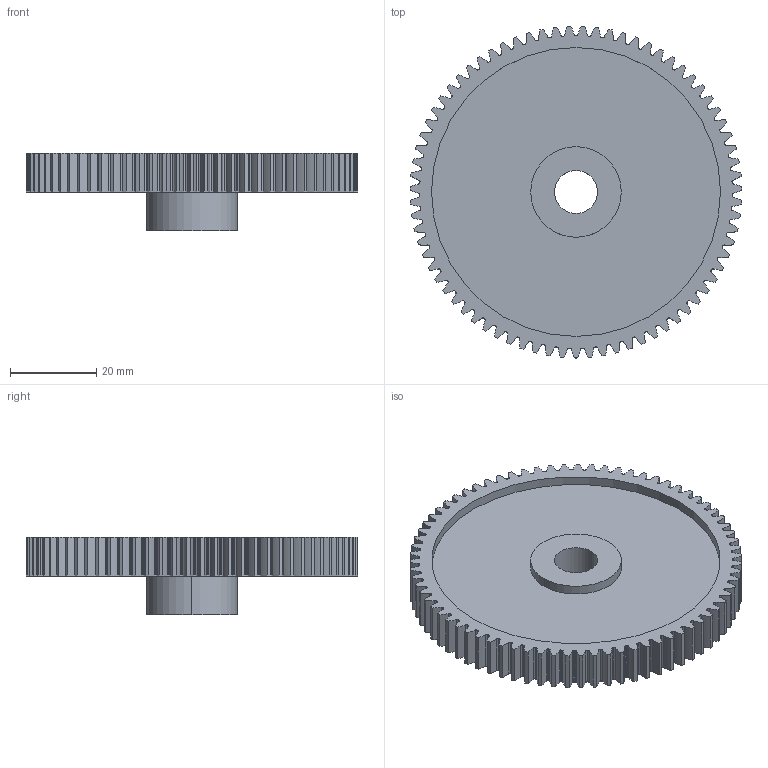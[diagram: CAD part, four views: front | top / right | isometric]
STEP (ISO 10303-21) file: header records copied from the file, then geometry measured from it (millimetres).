
FILE_DESCRIPTION (( 'STEP AP214' ), '1' );
FILE_NAME ('119-010-075.step', '2010-07-19T14:26:13', ( 'WMH Herion Antriebstechnik GmbH' ), ( 'WMH Herion Antriebstechnik GmbH' ), 'SwSTEP 2.0', 'SolidWorks 2010', '' );
FILE_SCHEMA (( 'AUTOMOTIVE_DESIGN' ));
Length unit declared in the file: millimetre
Products named in the file (1): 119-010-075
Bounding box: 77 x 76.98 x 18 mm (x, y, z)
Volume: 27343.9 mm3; surface area: 15183.4 mm2
Topology: 1 solids, 1 shells, 501 faces, 1485 edges, 990 vertices
Faces by surface type: cylinder 495, plane 6
Entity records: 17427 total; most frequent: DIRECTION 3479, CARTESIAN_POINT 2977, ORIENTED_EDGE 2970, AXIS2_PLACEMENT_3D 1492, EDGE_CURVE 1485, CIRCLE 990, VERTEX_POINT 990, EDGE_LOOP 507
